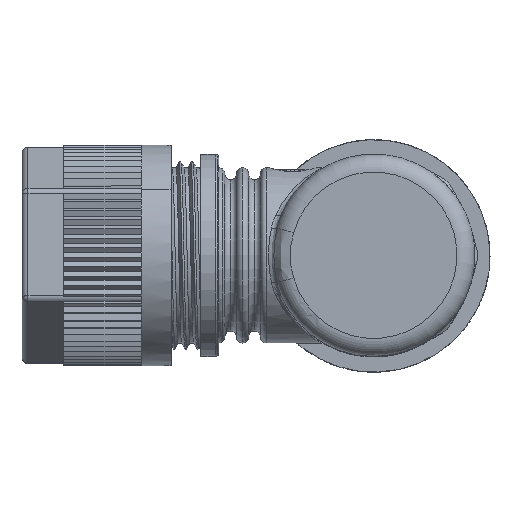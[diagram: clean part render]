
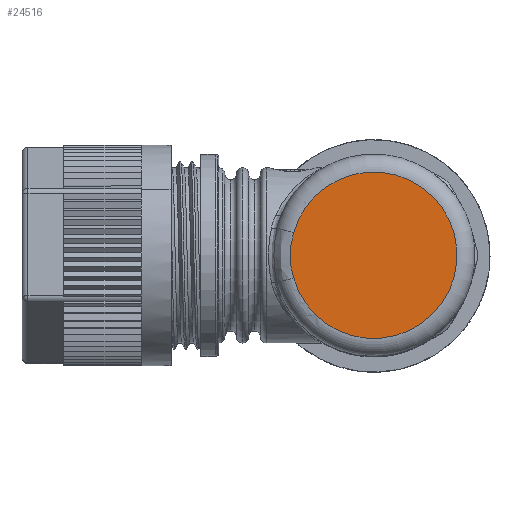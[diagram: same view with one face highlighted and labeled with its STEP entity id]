
A CAD part, top view. The second image highlights one B-rep face of the part: STEP entity #24516.
In plain terms, the highlighted planar face has unit normal (0, 0, 1).
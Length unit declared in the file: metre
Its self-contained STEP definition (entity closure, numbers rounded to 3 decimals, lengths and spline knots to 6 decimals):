
#2463=CARTESIAN_POINT('',(0.,0.,0.0671));
#2464=DIRECTION('',(0.,0.,-1.));
#2465=DIRECTION('',(-0.962,0.272,0.));
#2466=AXIS2_PLACEMENT_3D('',#2463,#2464,#2465);
#2468=CARTESIAN_POINT('',(-0.006718,0.001895,0.0671));
#2469=CARTESIAN_POINT('',(-0.00674,0.001818,0.0671));
#2470=CARTESIAN_POINT('',(-0.006782,0.001663,0.0671));
#2471=CARTESIAN_POINT('',(-0.006842,0.001429,0.0671));
#2472=CARTESIAN_POINT('',(-0.006895,0.001194,0.0671));
#2473=CARTESIAN_POINT('',(-0.006941,0.000957,0.0671));
#2474=CARTESIAN_POINT('',(-0.006978,0.000719,0.0671));
#2475=CARTESIAN_POINT('',(-0.007006,0.000478,0.0671));
#2476=CARTESIAN_POINT('',(-0.007019,0.000296,0.0671));
#2477=CARTESIAN_POINT('',(-0.007024,0.000174,0.0671));
#2478=CARTESIAN_POINT('',(-0.007026,0.000092,0.0671));
#2479=CARTESIAN_POINT('',(-0.007027,-0.00005,0.0671));
#2480=CARTESIAN_POINT('',(-0.007022,-0.000252,0.0671));
#2481=CARTESIAN_POINT('',(-0.007005,-0.000492,0.0671));
#2482=CARTESIAN_POINT('',(-0.006977,-0.00073,0.0671));
#2483=CARTESIAN_POINT('',(-0.006939,-0.000966,0.0671));
#2484=CARTESIAN_POINT('',(-0.006894,-0.0012,0.0671));
#2485=CARTESIAN_POINT('',(-0.006841,-0.001433,0.0671));
#2486=CARTESIAN_POINT('',(-0.006782,-0.001665,0.0671));
#2487=CARTESIAN_POINT('',(-0.006739,-0.001819,0.0671));
#2488=CARTESIAN_POINT('',(-0.006718,-0.001895,0.0671));
#17303=CARTESIAN_POINT('',(-0.006718,-0.001895,0.0671));
#17304=VERTEX_POINT('',#17303);
#17306=CARTESIAN_POINT('',(-0.006718,0.001895,0.0671));
#17307=VERTEX_POINT('',#17306);
#24507=CARTESIAN_POINT('',(0.,0.,0.0671));
#24508=DIRECTION('',(0.,0.,1.));
#24509=DIRECTION('',(-0.707,0.707,0.));
#24510=AXIS2_PLACEMENT_3D('',#24507,#24508,#24509);
#24511=PLANE('',#24510);
#24512=ORIENTED_EDGE('',*,*,#24336,.T.);
#24513=ORIENTED_EDGE('',*,*,#24499,.F.);
#24514=EDGE_LOOP('',(#24512,#24513));
#24515=FACE_OUTER_BOUND('',#24514,.F.);
#24516=ADVANCED_FACE('',(#24515),#24511,.T.);
#2467=CIRCLE('',#2466,0.00698);
#2489=B_SPLINE_CURVE_WITH_KNOTS('',3,(#2468,#2469,#2470,#2471,#2472,#2473,#2474,
#2475,#2476,#2477,#2478,#2479,#2480,#2481,#2482,#2483,#2484,#2485,#2486,#2487,
#2488),.UNSPECIFIED.,.F.,.F.,(4,1,1,1,1,1,1,1,1,1,1,1,1,1,1,1,1,1,4),(0.,
0.0625,0.125,0.1875,0.25,0.3125,0.375,0.4375,0.453125,0.46875,
0.5,0.5625,0.625,0.6875,0.75,0.8125,0.875,0.9375,1.),
.UNSPECIFIED.);
#24336=EDGE_CURVE('',#17307,#17304,#2467,.T.);
#24499=EDGE_CURVE('',#17307,#17304,#2489,.T.);
